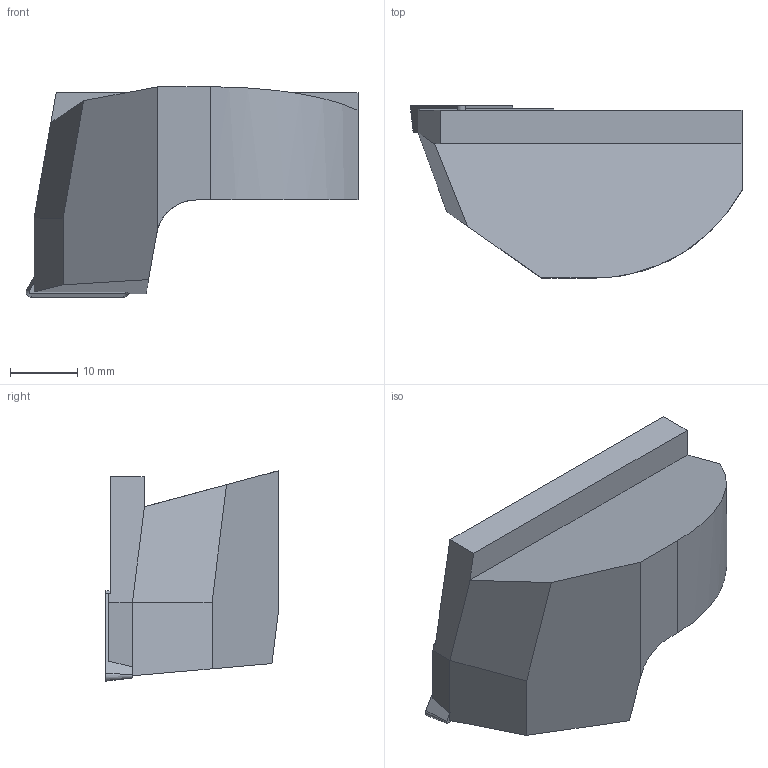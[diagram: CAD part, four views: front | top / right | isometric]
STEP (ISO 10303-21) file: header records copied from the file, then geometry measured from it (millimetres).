
FILE_DESCRIPTION(/* description */ (''),/* implementation_level */ '2;1');
FILE_NAME(/* name */ '1560774112704.stp',/* time_stamp */ '2019-06-17T14:21:55+02:00',/* author */ (''),/* organization */ ('SMS'),/* preprocessor_version */ 'ST-DEVELOPER v15',/* originating_system */ 'SIEMENS PLM Software NX 8.5',/* authorisation */ '');
FILE_SCHEMA (('AUTOMOTIVE_DESIGN { 1 0 10303 214 3 1 1 1 }'));
Length unit declared in the file: millimetre
Products named in the file (4): IsoTurningInsert; 202339719mod000_00; ASSEMBLY_CONSTRUCTION; 111150856mod000_01
Assembly tree (3 placements, depth 2):
  111150856mod000_01
    ASSEMBLY_CONSTRUCTION
    202339719mod000_00
    IsoTurningInsert
Bounding box: 49.5 x 25.7 x 31.36 mm (x, y, z)
Volume: 18174.5 mm3; surface area: 5534.4 mm2
Topology: 2 solids, 2 shells, 40 faces, 103 edges, 74 vertices
Faces by surface type: plane 27, cone 5, cylinder 4, torus 4
Full cylindrical faces by diameter (mm): 4.4 x2
Entity records: 1339 total; most frequent: CARTESIAN_POINT 228, DIRECTION 212, ORIENTED_EDGE 180, EDGE_CURVE 90, AXIS2_PLACEMENT_3D 72, LINE 68, VECTOR 68, VERTEX_POINT 63
